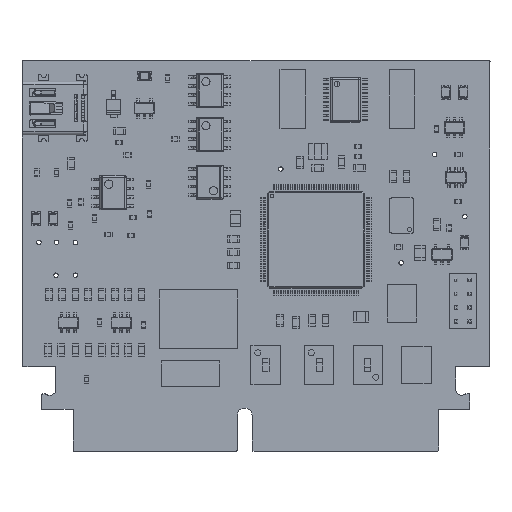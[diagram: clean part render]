
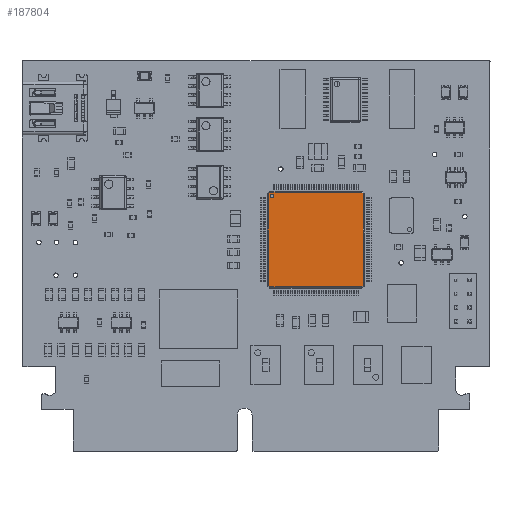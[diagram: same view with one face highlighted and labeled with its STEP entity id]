
A CAD part, top view. The second image highlights one B-rep face of the part: STEP entity #187804.
In plain terms, the highlighted planar face has unit normal (0, 0, 1).
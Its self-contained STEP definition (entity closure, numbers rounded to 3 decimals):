
#187804 = ADVANCED_FACE('',(#187805,#187871),#187891,.T.);
#187805 = FACE_BOUND('',#187806,.F.);
#187806 = EDGE_LOOP('',(#187807,#187817,#187825,#187833,#187841,#187849,
    #187857,#187865));
#187807 = ORIENTED_EDGE('',*,*,#187808,.F.);
#187808 = EDGE_CURVE('',#187809,#187811,#187813,.T.);
#187809 = VERTEX_POINT('',#187810);
#187810 = CARTESIAN_POINT('',(41.605,31.334,1.5));
#187811 = VERTEX_POINT('',#187812);
#187812 = CARTESIAN_POINT('',(28.403,31.334,1.5));
#187813 = LINE('',#187814,#187815);
#187814 = CARTESIAN_POINT('',(41.605,31.334,1.5));
#187815 = VECTOR('',#187816,1.);
#187816 = DIRECTION('',(-1.,0.,0.));
#187817 = ORIENTED_EDGE('',*,*,#187818,.F.);
#187818 = EDGE_CURVE('',#187819,#187809,#187821,.T.);
#187819 = VERTEX_POINT('',#187820);
#187820 = CARTESIAN_POINT('',(41.837,31.101,1.5));
#187821 = LINE('',#187822,#187823);
#187822 = CARTESIAN_POINT('',(41.837,31.101,1.5));
#187823 = VECTOR('',#187824,1.);
#187824 = DIRECTION('',(-0.707,0.707,0.));
#187825 = ORIENTED_EDGE('',*,*,#187826,.F.);
#187826 = EDGE_CURVE('',#187827,#187819,#187829,.T.);
#187827 = VERTEX_POINT('',#187828);
#187828 = CARTESIAN_POINT('',(41.837,17.899,1.5));
#187829 = LINE('',#187830,#187831);
#187830 = CARTESIAN_POINT('',(41.837,17.899,1.5));
#187831 = VECTOR('',#187832,1.);
#187832 = DIRECTION('',(0.,1.,0.));
#187833 = ORIENTED_EDGE('',*,*,#187834,.F.);
#187834 = EDGE_CURVE('',#187835,#187827,#187837,.T.);
#187835 = VERTEX_POINT('',#187836);
#187836 = CARTESIAN_POINT('',(41.605,17.666,1.5));
#187837 = LINE('',#187838,#187839);
#187838 = CARTESIAN_POINT('',(41.605,17.666,1.5));
#187839 = VECTOR('',#187840,1.);
#187840 = DIRECTION('',(0.707,0.707,0.));
#187841 = ORIENTED_EDGE('',*,*,#187842,.F.);
#187842 = EDGE_CURVE('',#187843,#187835,#187845,.T.);
#187843 = VERTEX_POINT('',#187844);
#187844 = CARTESIAN_POINT('',(28.403,17.666,1.5));
#187845 = LINE('',#187846,#187847);
#187846 = CARTESIAN_POINT('',(28.403,17.666,1.5));
#187847 = VECTOR('',#187848,1.);
#187848 = DIRECTION('',(1.,0.,0.));
#187849 = ORIENTED_EDGE('',*,*,#187850,.F.);
#187850 = EDGE_CURVE('',#187851,#187843,#187853,.T.);
#187851 = VERTEX_POINT('',#187852);
#187852 = CARTESIAN_POINT('',(28.17,17.899,1.5));
#187853 = LINE('',#187854,#187855);
#187854 = CARTESIAN_POINT('',(28.17,17.899,1.5));
#187855 = VECTOR('',#187856,1.);
#187856 = DIRECTION('',(0.707,-0.707,0.));
#187857 = ORIENTED_EDGE('',*,*,#187858,.F.);
#187858 = EDGE_CURVE('',#187859,#187851,#187861,.T.);
#187859 = VERTEX_POINT('',#187860);
#187860 = CARTESIAN_POINT('',(28.17,31.101,1.5));
#187861 = LINE('',#187862,#187863);
#187862 = CARTESIAN_POINT('',(28.17,31.101,1.5));
#187863 = VECTOR('',#187864,1.);
#187864 = DIRECTION('',(0.,-1.,0.));
#187865 = ORIENTED_EDGE('',*,*,#187866,.F.);
#187866 = EDGE_CURVE('',#187811,#187859,#187867,.T.);
#187867 = LINE('',#187868,#187869);
#187868 = CARTESIAN_POINT('',(28.403,31.334,1.5));
#187869 = VECTOR('',#187870,1.);
#187870 = DIRECTION('',(-0.707,-0.707,0.));
#187871 = FACE_BOUND('',#187872,.F.);
#187872 = EDGE_LOOP('',(#187873,#187884));
#187873 = ORIENTED_EDGE('',*,*,#187874,.F.);
#187874 = EDGE_CURVE('',#187875,#187877,#187879,.T.);
#187875 = VERTEX_POINT('',#187876);
#187876 = CARTESIAN_POINT('',(28.954,30.8,1.5));
#187877 = VERTEX_POINT('',#187878);
#187878 = CARTESIAN_POINT('',(28.454,30.8,1.5));
#187879 = CIRCLE('',#187880,0.25);
#187880 = AXIS2_PLACEMENT_3D('',#187881,#187882,#187883);
#187881 = CARTESIAN_POINT('',(28.704,30.8,1.5));
#187882 = DIRECTION('',(0.,0.,-1.));
#187883 = DIRECTION('',(1.,0.,0.));
#187884 = ORIENTED_EDGE('',*,*,#187885,.F.);
#187885 = EDGE_CURVE('',#187877,#187875,#187886,.T.);
#187886 = CIRCLE('',#187887,0.25);
#187887 = AXIS2_PLACEMENT_3D('',#187888,#187889,#187890);
#187888 = CARTESIAN_POINT('',(28.704,30.8,1.5));
#187889 = DIRECTION('',(0.,0.,-1.));
#187890 = DIRECTION('',(-1.,0.,0.));
#187891 = PLANE('',#187892);
#187892 = AXIS2_PLACEMENT_3D('',#187893,#187894,#187895);
#187893 = CARTESIAN_POINT('',(35.004,24.5,1.5));
#187894 = DIRECTION('',(0.,0.,1.));
#187895 = DIRECTION('',(1.,0.,0.));
